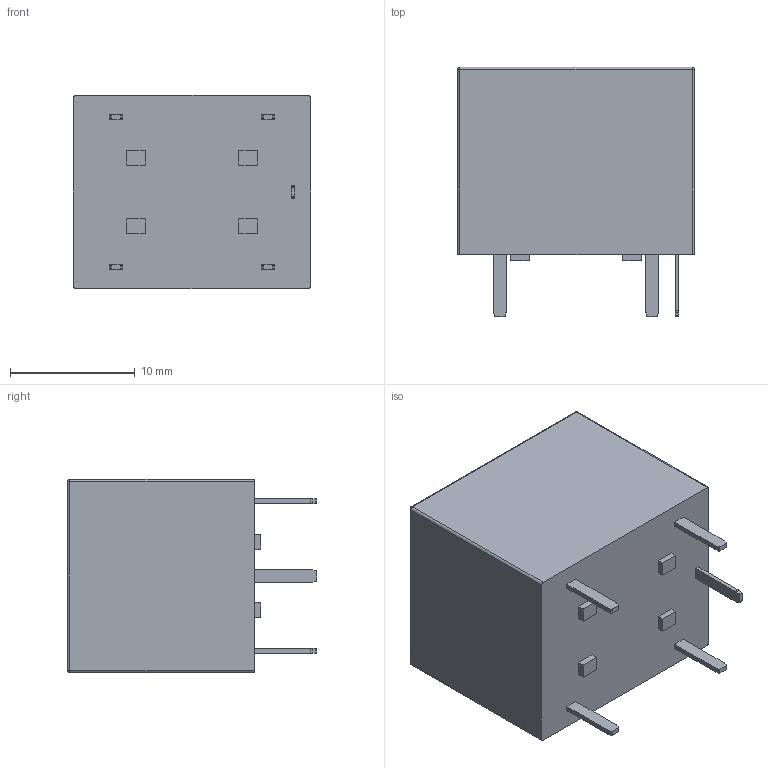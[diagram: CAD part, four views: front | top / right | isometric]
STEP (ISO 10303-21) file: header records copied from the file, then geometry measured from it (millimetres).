
FILE_DESCRIPTION (( 'STEP AP214' ), '1' );
FILE_NAME ('JQC-3F-1C-24VDC.STEP', '2021-09-15T21:34:58', ( '' ), ( '' ), 'SwSTEP 2.0', 'SolidWorks 2017', '' );
FILE_SCHEMA (( 'AUTOMOTIVE_DESIGN' ));
Length unit declared in the file: millimetre
Products named in the file (1): JQC-3F-1C-24VDC
Bounding box: 19 x 20 x 15.5 mm (x, y, z)
Volume: 4425.9 mm3; surface area: 1698.5 mm2
Topology: 6 solids, 6 shells, 103 faces, 248 edges, 158 vertices
Faces by surface type: plane 67, cylinder 28, torus 4, sphere 4
Entity records: 3031 total; most frequent: DIRECTION 518, CARTESIAN_POINT 506, ORIENTED_EDGE 488, EDGE_CURVE 244, VECTOR 178, LINE 178, AXIS2_PLACEMENT_3D 170, VERTEX_POINT 158
